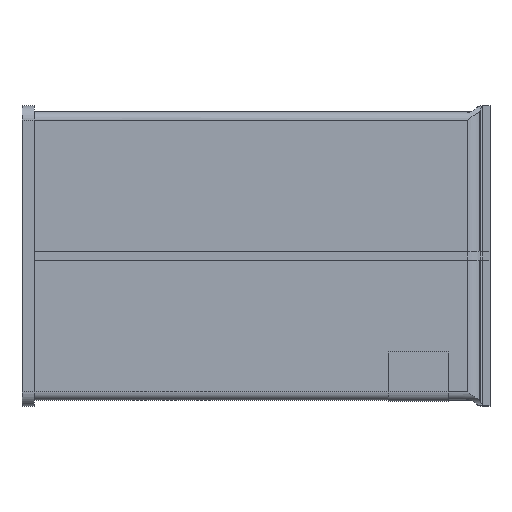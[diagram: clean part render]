
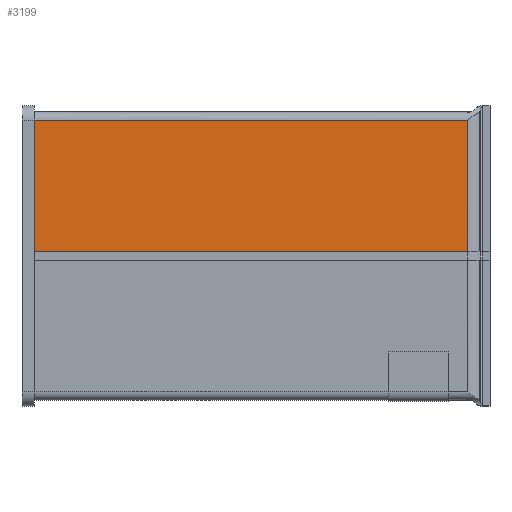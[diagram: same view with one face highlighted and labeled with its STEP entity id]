
A CAD part, top view. The second image highlights one B-rep face of the part: STEP entity #3199.
In plain terms, the highlighted planar face has unit normal (0, 0, 1).
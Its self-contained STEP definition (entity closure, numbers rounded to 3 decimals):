
#37 = CARTESIAN_POINT ( 'NONE',  ( 20., 7.5, 15. ) ) ;
#146 = ORIENTED_EDGE ( 'NONE', *, *, #494, .F. ) ;
#157 = LINE ( 'NONE', #360, #1392 ) ;
#360 = CARTESIAN_POINT ( 'NONE',  ( 742.407, 300., 15. ) ) ;
#405 = PLANE ( 'NONE',  #1453 ) ;
#494 = EDGE_CURVE ( 'NONE', #2421, #2661, #2397, .T. ) ;
#538 = EDGE_CURVE ( 'NONE', #1320, #1557, #2466, .T. ) ;
#633 = EDGE_CURVE ( 'NONE', #2661, #1557, #851, .T. ) ;
#715 = ORIENTED_EDGE ( 'NONE', *, *, #1638, .T. ) ;
#851 = LINE ( 'NONE', #37, #2996 ) ;
#1046 = CARTESIAN_POINT ( 'NONE',  ( 780.001, 226.5, 15. ) ) ;
#1106 = EDGE_LOOP ( 'NONE', ( #3254, #146, #715, #3486 ) ) ;
#1132 = VECTOR ( 'NONE', #3323, 1000. ) ;
#1145 = CARTESIAN_POINT ( 'NONE',  ( 20., 7.5, 15. ) ) ;
#1320 = VERTEX_POINT ( 'NONE', #2685 ) ;
#1367 = CARTESIAN_POINT ( 'NONE',  ( 0., 7.5, 15. ) ) ;
#1392 = VECTOR ( 'NONE', #2546, 1000. ) ;
#1453 = AXIS2_PLACEMENT_3D ( 'NONE', #3408, #2870, #1820 ) ;
#1478 = VECTOR ( 'NONE', #1860, 1000. ) ;
#1557 = VERTEX_POINT ( 'NONE', #2589 ) ;
#1638 = EDGE_CURVE ( 'NONE', #2421, #1320, #157, .T. ) ;
#1820 = DIRECTION ( 'NONE',  ( -1., 0., 0. ) ) ;
#1860 = DIRECTION ( 'NONE',  ( -1., 0., 0. ) ) ;
#2082 = FACE_OUTER_BOUND ( 'NONE', #1106, .T. ) ;
#2120 = CARTESIAN_POINT ( 'NONE',  ( 742.407, 7.5, 15. ) ) ;
#2285 = DIRECTION ( 'NONE',  ( 0., 1., 0. ) ) ;
#2397 = LINE ( 'NONE', #1367, #1478 ) ;
#2421 = VERTEX_POINT ( 'NONE', #2120 ) ;
#2466 = LINE ( 'NONE', #1046, #1132 ) ;
#2546 = DIRECTION ( 'NONE',  ( 0., 1., 0. ) ) ;
#2589 = CARTESIAN_POINT ( 'NONE',  ( 20., 226.5, 15. ) ) ;
#2661 = VERTEX_POINT ( 'NONE', #1145 ) ;
#2685 = CARTESIAN_POINT ( 'NONE',  ( 742.407, 226.5, 15. ) ) ;
#2870 = DIRECTION ( 'NONE',  ( 0., 0., -1. ) ) ;
#2996 = VECTOR ( 'NONE', #2285, 1000. ) ;
#3199 = ADVANCED_FACE ( 'NONE', ( #2082 ), #405, .F. ) ;
#3254 = ORIENTED_EDGE ( 'NONE', *, *, #633, .F. ) ;
#3323 = DIRECTION ( 'NONE',  ( -1., 0., 0. ) ) ;
#3408 = CARTESIAN_POINT ( 'NONE',  ( 755., 300., 15. ) ) ;
#3486 = ORIENTED_EDGE ( 'NONE', *, *, #538, .T. ) ;
